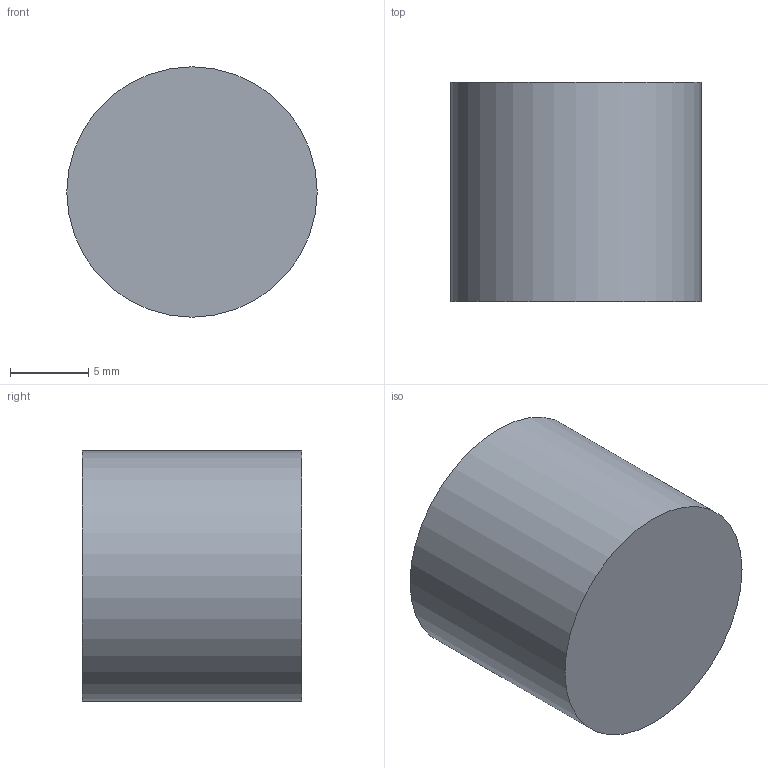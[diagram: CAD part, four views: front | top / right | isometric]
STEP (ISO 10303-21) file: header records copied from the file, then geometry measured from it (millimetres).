
FILE_DESCRIPTION(('HOOPS Exchange Step'),'2;1');
FILE_NAME('58bcb5aa99fc80a33497881caf26143d20200328-3321-mgaodk.SLDPRT.step','2020-03-28T05:25:42+00:00',('converter2'),('Unknown organisation'),'HOOPS Exchange 2019.2','HOOPS Exchange','Unknown authorisation');
FILE_SCHEMA( ('AUTOMOTIVE_DESIGN { 1 0 10303 214 1 1 1 1 }') );
Length unit declared in the file: millimetre
Products named in the file (2): Default; 58bcb5aa99fc80a33497881caf26143d20200328-3321-mgaodk
Assembly tree (1 placements, depth 2):
  58bcb5aa99fc80a33497881caf26143d20200328-3321-mgaodk
    Default
Bounding box: 16 x 14 x 16 mm (x, y, z)
Volume: 2814.9 mm3; surface area: 1105.8 mm2
Topology: 1 solids, 1 shells, 3 faces, 5 edges, 4 vertices
Faces by surface type: plane 2, cylinder 1
Full cylindrical faces by diameter (mm): 16 x1
Entity records: 126 total; most frequent: DIRECTION 21, CARTESIAN_POINT 15, AXIS2_PLACEMENT_3D 10, ORIENTED_EDGE 10, EDGE_CURVE 5, VERTEX_POINT 4, CIRCLE 4, PRODUCT_DEFINITION_SHAPE 3
